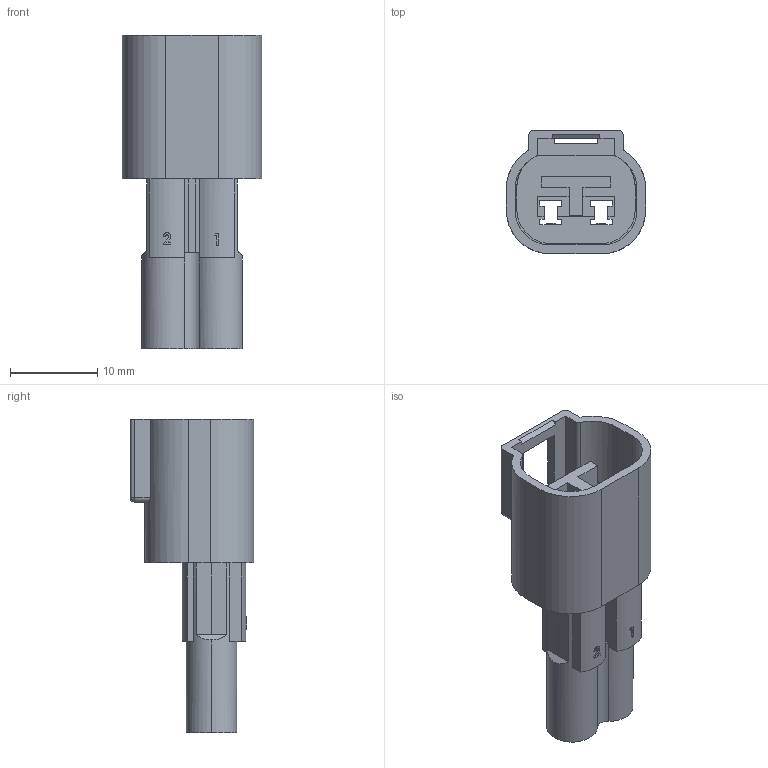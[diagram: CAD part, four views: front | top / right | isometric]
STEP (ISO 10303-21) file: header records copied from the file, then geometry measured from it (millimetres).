
FILE_DESCRIPTION (( 'STEP AP214' ), '1' );
FILE_NAME ('570-002-000-100.STEP', '2020-07-30T14:19:14', ( '' ), ( '' ), 'SwSTEP 2.0', 'SolidWorks 2020', '' );
FILE_SCHEMA (( 'AUTOMOTIVE_DESIGN' ));
Length unit declared in the file: millimetre
Products named in the file (1): 570-002-000-100
Bounding box: 16 x 14.2 x 36 mm (x, y, z)
Volume: 1723.8 mm3; surface area: 3783.7 mm2
Topology: 7 solids, 7 shells, 194 faces, 530 edges, 348 vertices
Faces by surface type: plane 144, cylinder 42, bspline 6, sphere 2
Entity records: 6488 total; most frequent: CARTESIAN_POINT 1438, ORIENTED_EDGE 1056, DIRECTION 993, EDGE_CURVE 528, VECTOR 395, LINE 395, VERTEX_POINT 348, AXIS2_PLACEMENT_3D 299
